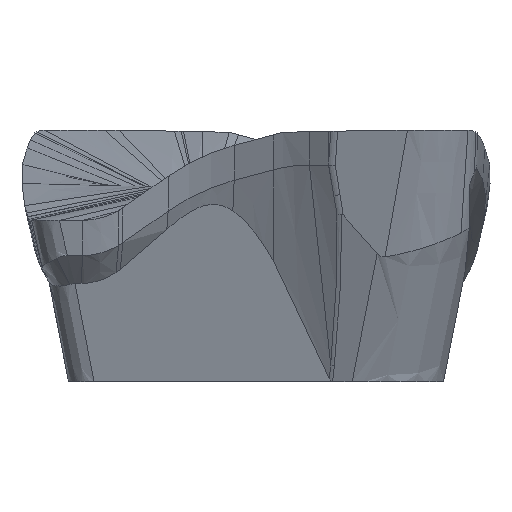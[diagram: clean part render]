
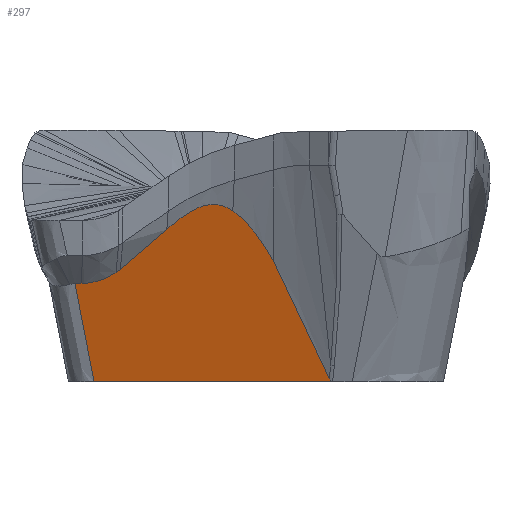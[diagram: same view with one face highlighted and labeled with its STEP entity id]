
A CAD part, left-side view. The second image highlights one B-rep face of the part: STEP entity #297.
In plain terms, the highlighted planar face has unit normal (-0.962, 0.084, -0.259).
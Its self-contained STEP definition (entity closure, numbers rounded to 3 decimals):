
#297=ADVANCED_FACE('',(#473),#368,.F.);
#368=PLANE('',#3051);
#473=FACE_OUTER_BOUND('',#637,.T.);
#637=EDGE_LOOP('',(#1205,#1206,#1207,#1208,#1209,#1210,#1211,#1212,#1213,
#1214));
#1205=ORIENTED_EDGE('',*,*,#2067,.T.);
#1206=ORIENTED_EDGE('',*,*,#2065,.F.);
#1207=ORIENTED_EDGE('',*,*,#2068,.F.);
#1208=ORIENTED_EDGE('',*,*,#2069,.T.);
#1209=ORIENTED_EDGE('',*,*,#2070,.T.);
#1210=ORIENTED_EDGE('',*,*,#2071,.T.);
#1211=ORIENTED_EDGE('',*,*,#2072,.T.);
#1212=ORIENTED_EDGE('',*,*,#2073,.F.);
#1213=ORIENTED_EDGE('',*,*,#2074,.F.);
#1214=ORIENTED_EDGE('',*,*,#1782,.T.);
#1528=VERTEX_POINT('',#3738);
#1530=VERTEX_POINT('',#3759);
#1716=VERTEX_POINT('',#7151);
#1717=VERTEX_POINT('',#7162);
#1718=VERTEX_POINT('',#7237);
#1719=VERTEX_POINT('',#7257);
#1720=VERTEX_POINT('',#7268);
#1721=VERTEX_POINT('',#7275);
#1722=VERTEX_POINT('',#7283);
#1723=VERTEX_POINT('',#7288);
#1782=EDGE_CURVE('',#1530,#1528,#2180,.T.);
#2065=EDGE_CURVE('',#1716,#1717,#2820,.T.);
#2067=EDGE_CURVE('',#1528,#1717,#2822,.T.);
#2068=EDGE_CURVE('',#1718,#1716,#2823,.T.);
#2069=EDGE_CURVE('',#1718,#1719,#2824,.T.);
#2070=EDGE_CURVE('',#1719,#1720,#2825,.T.);
#2071=EDGE_CURVE('',#1720,#1721,#2826,.T.);
#2072=EDGE_CURVE('',#1721,#1722,#2827,.T.);
#2073=EDGE_CURVE('',#1723,#1722,#2828,.T.);
#2074=EDGE_CURVE('',#1530,#1723,#2270,.T.);
#2180=LINE('',#3758,#2307);
#2270=LINE('',#7289,#2404);
#2307=VECTOR('',#3102,1.);
#2404=VECTOR('',#3233,1.);
#2820=B_SPLINE_CURVE_WITH_KNOTS('',3,(#7152,#7153,#7154,#7155,#7156,#7157,
#7158,#7159,#7160,#7161),.UNSPECIFIED.,.F.,.F.,(4,1,1,1,1,1,1,4),(0.,0.143,
0.286,0.429,0.571,0.714,0.857,
1.),.UNSPECIFIED.);
#2822=B_SPLINE_CURVE_WITH_KNOTS('',3,(#7196,#7197,#7198,#7199,#7200,#7201,
#7202,#7203,#7204,#7205,#7206),.UNSPECIFIED.,.F.,.F.,(4,1,1,1,1,1,1,1,4),
(0.,0.125,0.25,0.375,0.5,0.625,0.75,0.875,1.),.UNSPECIFIED.);
#2823=B_SPLINE_CURVE_WITH_KNOTS('',3,(#7227,#7228,#7229,#7230,#7231,#7232,
#7233,#7234,#7235,#7236),.UNSPECIFIED.,.F.,.F.,(4,1,1,1,1,1,1,4),(0.,0.143,
0.286,0.429,0.571,0.714,0.857,
1.),.UNSPECIFIED.);
#2824=B_SPLINE_CURVE_WITH_KNOTS('',3,(#7238,#7239,#7240,#7241,#7242,#7243,
#7244,#7245,#7246,#7247,#7248,#7249,#7250,#7251,#7252,#7253,#7254,#7255,
#7256),.UNSPECIFIED.,.F.,.F.,(4,1,1,1,1,1,1,1,1,1,1,1,1,1,1,1,4),(0.,0.063,
0.125,0.188,0.25,0.313,0.375,0.438,0.5,0.563,0.625,0.688,0.75,0.813,
0.875,0.938,1.),.UNSPECIFIED.);
#2825=B_SPLINE_CURVE_WITH_KNOTS('',3,(#7258,#7259,#7260,#7261,#7262,#7263,
#7264,#7265,#7266,#7267),.UNSPECIFIED.,.F.,.F.,(4,3,3,4),(0.,0.335,
0.667,1.),.UNSPECIFIED.);
#2826=B_SPLINE_CURVE_WITH_KNOTS('',3,(#7269,#7270,#7271,#7272,#7273,#7274),
 .UNSPECIFIED.,.F.,.F.,(4,1,1,4),(0.,0.333,0.667,1.),
 .UNSPECIFIED.);
#2827=B_SPLINE_CURVE_WITH_KNOTS('',3,(#7276,#7277,#7278,#7279,#7280,#7281,
#7282),.UNSPECIFIED.,.F.,.F.,(4,3,4),(0.,0.525,1.),
 .UNSPECIFIED.);
#2828=B_SPLINE_CURVE_WITH_KNOTS('',3,(#7284,#7285,#7286,#7287),
 .UNSPECIFIED.,.F.,.F.,(4,4),(0.,1.),.UNSPECIFIED.);
#3051=AXIS2_PLACEMENT_3D('',#7290,#3234,#3235);
#3102=DIRECTION('',(-0.087,-0.996,0.));
#3233=DIRECTION('',(-0.24,0.185,0.953));
#3234=DIRECTION('',(0.962,-0.084,0.259));
#3235=DIRECTION('',(-0.258,0.023,0.966));
#3738=CARTESIAN_POINT('',(-4.493,-1.096,-3.6));
#3758=CARTESIAN_POINT('',(-4.194,2.315,-3.6));
#3759=CARTESIAN_POINT('',(-4.194,2.315,-3.6));
#7151=CARTESIAN_POINT('',(-4.884,-0.246,-1.868));
#7152=CARTESIAN_POINT('',(-4.884,-0.246,-1.868));
#7153=CARTESIAN_POINT('',(-4.871,-0.278,-1.926));
#7154=CARTESIAN_POINT('',(-4.844,-0.344,-2.049));
#7155=CARTESIAN_POINT('',(-4.798,-0.446,-2.255));
#7156=CARTESIAN_POINT('',(-4.746,-0.553,-2.481));
#7157=CARTESIAN_POINT('',(-4.69,-0.666,-2.726));
#7158=CARTESIAN_POINT('',(-4.63,-0.786,-2.987));
#7159=CARTESIAN_POINT('',(-4.567,-0.912,-3.263));
#7160=CARTESIAN_POINT('',(-4.523,-1.002,-3.457));
#7161=CARTESIAN_POINT('',(-4.5,-1.048,-3.556));
#7162=CARTESIAN_POINT('',(-4.5,-1.048,-3.556));
#7196=CARTESIAN_POINT('',(-4.493,-1.096,-3.6));
#7197=CARTESIAN_POINT('',(-4.492,-1.093,-3.6));
#7198=CARTESIAN_POINT('',(-4.492,-1.089,-3.6));
#7199=CARTESIAN_POINT('',(-4.492,-1.083,-3.598));
#7200=CARTESIAN_POINT('',(-4.492,-1.077,-3.595));
#7201=CARTESIAN_POINT('',(-4.493,-1.071,-3.59));
#7202=CARTESIAN_POINT('',(-4.494,-1.065,-3.584));
#7203=CARTESIAN_POINT('',(-4.496,-1.059,-3.576));
#7204=CARTESIAN_POINT('',(-4.498,-1.053,-3.567));
#7205=CARTESIAN_POINT('',(-4.499,-1.05,-3.559));
#7206=CARTESIAN_POINT('',(-4.5,-1.048,-3.556));
#7227=CARTESIAN_POINT('',(-5.026,0.331,-1.154));
#7228=CARTESIAN_POINT('',(-5.023,0.308,-1.17));
#7229=CARTESIAN_POINT('',(-5.018,0.261,-1.204));
#7230=CARTESIAN_POINT('',(-5.007,0.188,-1.269));
#7231=CARTESIAN_POINT('',(-4.992,0.11,-1.35));
#7232=CARTESIAN_POINT('',(-4.973,0.028,-1.447));
#7233=CARTESIAN_POINT('',(-4.949,-0.059,-1.565));
#7234=CARTESIAN_POINT('',(-4.92,-0.149,-1.703));
#7235=CARTESIAN_POINT('',(-4.897,-0.213,-1.81));
#7236=CARTESIAN_POINT('',(-4.884,-0.246,-1.868));
#7237=CARTESIAN_POINT('',(-5.026,0.331,-1.154));
#7238=CARTESIAN_POINT('',(-5.026,0.331,-1.154));
#7239=CARTESIAN_POINT('',(-5.027,0.347,-1.143));
#7240=CARTESIAN_POINT('',(-5.03,0.378,-1.124));
#7241=CARTESIAN_POINT('',(-5.032,0.424,-1.102));
#7242=CARTESIAN_POINT('',(-5.032,0.468,-1.085));
#7243=CARTESIAN_POINT('',(-5.032,0.511,-1.073));
#7244=CARTESIAN_POINT('',(-5.03,0.555,-1.066));
#7245=CARTESIAN_POINT('',(-5.027,0.6,-1.063));
#7246=CARTESIAN_POINT('',(-5.022,0.646,-1.064));
#7247=CARTESIAN_POINT('',(-5.016,0.695,-1.071));
#7248=CARTESIAN_POINT('',(-5.008,0.748,-1.083));
#7249=CARTESIAN_POINT('',(-4.998,0.806,-1.102));
#7250=CARTESIAN_POINT('',(-4.986,0.868,-1.128));
#7251=CARTESIAN_POINT('',(-4.97,0.937,-1.164));
#7252=CARTESIAN_POINT('',(-4.951,1.012,-1.211));
#7253=CARTESIAN_POINT('',(-4.928,1.093,-1.269));
#7254=CARTESIAN_POINT('',(-4.902,1.18,-1.338));
#7255=CARTESIAN_POINT('',(-4.882,1.243,-1.393));
#7256=CARTESIAN_POINT('',(-4.871,1.275,-1.423));
#7257=CARTESIAN_POINT('',(-4.871,1.275,-1.423));
#7258=CARTESIAN_POINT('',(-4.871,1.275,-1.423));
#7259=CARTESIAN_POINT('',(-4.847,1.347,-1.488));
#7260=CARTESIAN_POINT('',(-4.823,1.419,-1.554));
#7261=CARTESIAN_POINT('',(-4.799,1.492,-1.618));
#7262=CARTESIAN_POINT('',(-4.776,1.565,-1.682));
#7263=CARTESIAN_POINT('',(-4.752,1.638,-1.745));
#7264=CARTESIAN_POINT('',(-4.729,1.713,-1.808));
#7265=CARTESIAN_POINT('',(-4.706,1.787,-1.87));
#7266=CARTESIAN_POINT('',(-4.683,1.863,-1.931));
#7267=CARTESIAN_POINT('',(-4.66,1.939,-1.991));
#7268=CARTESIAN_POINT('',(-4.66,1.939,-1.991));
#7269=CARTESIAN_POINT('',(-4.66,1.939,-1.991));
#7270=CARTESIAN_POINT('',(-4.658,1.946,-1.996));
#7271=CARTESIAN_POINT('',(-4.654,1.96,-2.006));
#7272=CARTESIAN_POINT('',(-4.648,1.98,-2.021));
#7273=CARTESIAN_POINT('',(-4.644,1.994,-2.031));
#7274=CARTESIAN_POINT('',(-4.643,2.001,-2.035));
#7275=CARTESIAN_POINT('',(-4.643,2.001,-2.035));
#7276=CARTESIAN_POINT('',(-4.643,2.001,-2.035));
#7277=CARTESIAN_POINT('',(-4.622,2.077,-2.086));
#7278=CARTESIAN_POINT('',(-4.604,2.162,-2.127));
#7279=CARTESIAN_POINT('',(-4.589,2.251,-2.154));
#7280=CARTESIAN_POINT('',(-4.575,2.332,-2.178));
#7281=CARTESIAN_POINT('',(-4.564,2.417,-2.191));
#7282=CARTESIAN_POINT('',(-4.556,2.502,-2.193));
#7283=CARTESIAN_POINT('',(-4.556,2.502,-2.193));
#7284=CARTESIAN_POINT('',(-4.548,2.588,-2.195));
#7285=CARTESIAN_POINT('',(-4.551,2.559,-2.194));
#7286=CARTESIAN_POINT('',(-4.554,2.53,-2.194));
#7287=CARTESIAN_POINT('',(-4.556,2.502,-2.193));
#7288=CARTESIAN_POINT('',(-4.548,2.588,-2.195));
#7289=CARTESIAN_POINT('',(-4.194,2.315,-3.6));
#7290=CARTESIAN_POINT('',(-4.728,5.433,-0.6));
